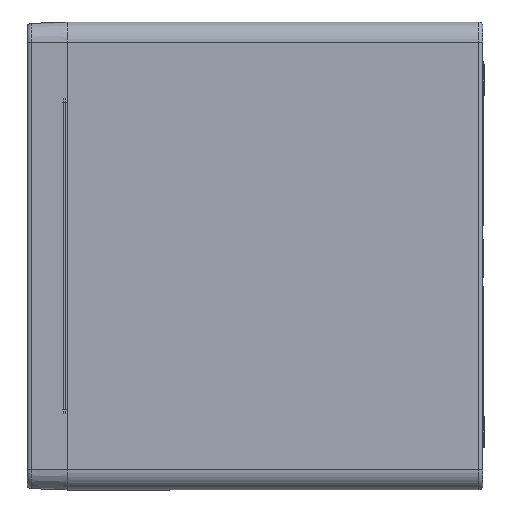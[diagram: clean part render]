
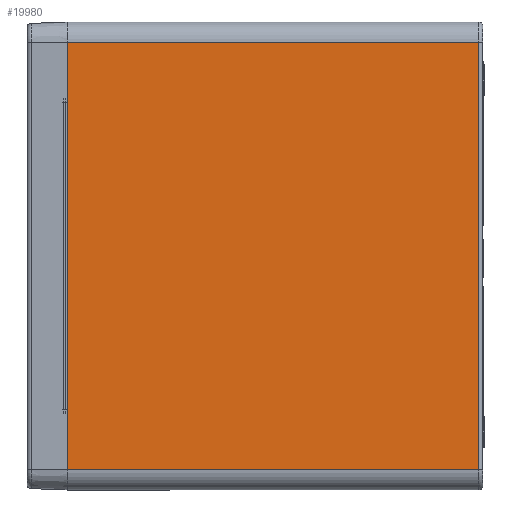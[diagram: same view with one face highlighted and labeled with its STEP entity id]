
A CAD part, left-side view. The second image highlights one B-rep face of the part: STEP entity #19980.
In plain terms, the highlighted planar face has unit normal (-1, 0, 0).
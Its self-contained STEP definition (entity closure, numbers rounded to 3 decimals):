
#503=PLANE('',#22029);
#1578=LINE('',#41631,#2908);
#1593=LINE('',#42039,#2923);
#1594=LINE('',#42041,#2924);
#1595=LINE('',#42042,#2925);
#2908=VECTOR('',#25839,1000.);
#2923=VECTOR('',#25862,1000.);
#2924=VECTOR('',#25863,1000.);
#2925=VECTOR('',#25864,1000.);
#5370=FACE_OUTER_BOUND('',#6940,.T.);
#6940=EDGE_LOOP('',(#15921,#15922,#15923,#15924));
#9688=VERTEX_POINT('',#41628);
#9689=VERTEX_POINT('',#41630);
#9718=VERTEX_POINT('',#42038);
#9719=VERTEX_POINT('',#42040);
#11937=EDGE_CURVE('',#9688,#9689,#1578,.T.);
#11967=EDGE_CURVE('',#9688,#9718,#1593,.T.);
#11968=EDGE_CURVE('',#9718,#9719,#1594,.T.);
#11969=EDGE_CURVE('',#9719,#9689,#1595,.T.);
#15921=ORIENTED_EDGE('',*,*,#11967,.T.);
#15922=ORIENTED_EDGE('',*,*,#11968,.T.);
#15923=ORIENTED_EDGE('',*,*,#11969,.T.);
#15924=ORIENTED_EDGE('',*,*,#11937,.F.);
#19980=ADVANCED_FACE('',(#5370),#503,.T.);
#22029=AXIS2_PLACEMENT_3D('',#42037,#25860,#25861);
#25839=DIRECTION('',(0.,0.,1.));
#25860=DIRECTION('center_axis',(-1.,0.,0.));
#25861=DIRECTION('ref_axis',(0.,0.,1.));
#25862=DIRECTION('',(0.,-1.,0.));
#25863=DIRECTION('',(0.,0.,1.));
#25864=DIRECTION('',(0.,1.,0.));
#41628=CARTESIAN_POINT('',(-200.,0.,-105.));
#41630=CARTESIAN_POINT('',(-200.,0.,105.));
#41631=CARTESIAN_POINT('',(-200.,0.,-115.));
#42037=CARTESIAN_POINT('Origin',(-200.,-204.,-115.));
#42038=CARTESIAN_POINT('',(-200.,-202.,-105.));
#42039=CARTESIAN_POINT('',(-200.,-204.,-105.));
#42040=CARTESIAN_POINT('',(-200.,-202.,105.));
#42041=CARTESIAN_POINT('',(-200.,-202.,105.));
#42042=CARTESIAN_POINT('',(-200.,-204.,105.));
